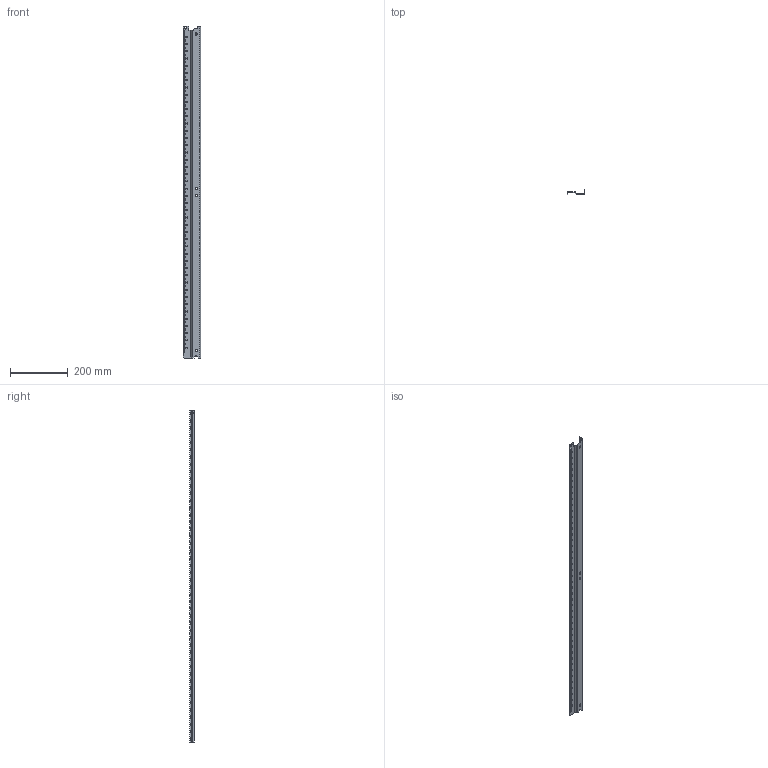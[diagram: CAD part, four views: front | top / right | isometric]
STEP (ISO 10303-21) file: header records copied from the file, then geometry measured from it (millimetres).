
FILE_DESCRIPTION((''),'2;1');
FILE_NAME('TZU_ASM','2023-03-01T07:23:50',('klemen.sitar'),('Audax d.o.o.'),'CREO PARAMETRIC BY PTC INC, 2021304','CREO PARAMETRIC BY PTC INC, 2021304','');
FILE_SCHEMA(('AP242_MANAGED_MODEL_BASED_3D_ENGINEERING_MIM_LF { 1 0 10303 442 1 1 4 }'));
Length unit declared in the file: millimetre
Products named in the file (2): P3; TZU_ASM
Assembly tree (1 placements, depth 2):
  TZU_ASM
    P3
Bounding box: 59 x 17 x 1148.5 mm (x, y, z)
Volume: 132102.7 mm3; surface area: 185957.5 mm2
Topology: 1 solids, 1 shells, 497 faces, 1479 edges, 984 vertices
Faces by surface type: cylinder 464, plane 33
Entity records: 23085 total; most frequent: DIRECTION 3406, CARTESIAN_POINT 2970, ORIENTED_EDGE 2958, PRESENTATION_STYLE_ASSIGNMENT 1480, STYLED_ITEM 1480, CURVE_STYLE 1479, EDGE_CURVE 1479, AXIS2_PLACEMENT_3D 1428
